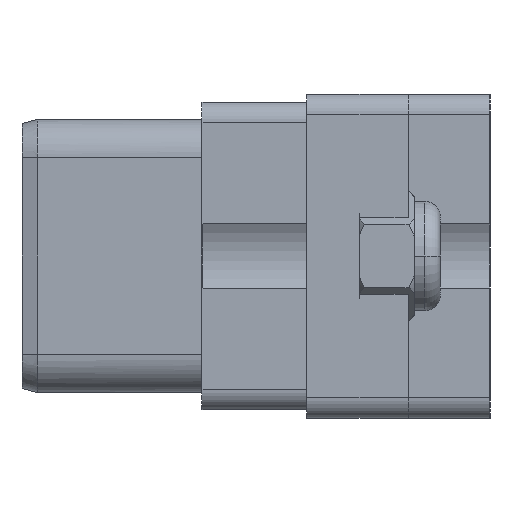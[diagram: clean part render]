
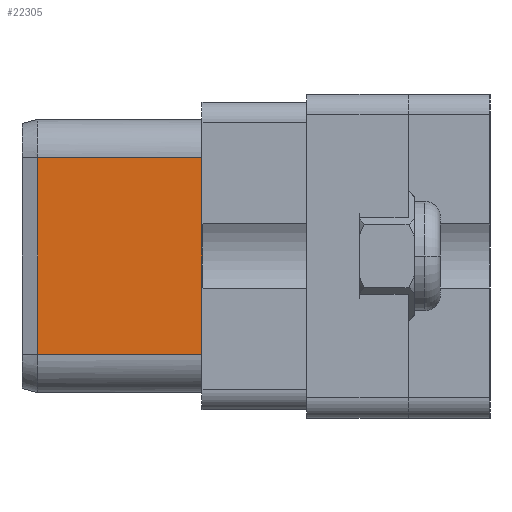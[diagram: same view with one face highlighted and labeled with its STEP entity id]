
A CAD part, left-side view. The second image highlights one B-rep face of the part: STEP entity #22305.
In plain terms, the highlighted planar face has unit normal (-1, 0.011, 0).
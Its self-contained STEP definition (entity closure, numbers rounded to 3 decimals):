
#6121=DIRECTION('',(0.,0.,1.));
#6122=VECTOR('',#6121,9.65);
#6123=CARTESIAN_POINT('',(-36.17,0.015,-4.825));
#6124=LINE('',#6123,#6122);
#6985=DIRECTION('',(-0.011,-1.,0.));
#6986=VECTOR('',#6985,8.075);
#6987=CARTESIAN_POINT('',(-36.079,8.09,4.825));
#6988=LINE('',#6987,#6986);
#7089=CARTESIAN_POINT('',(-36.17,0.015,4.825));
#7091=DIRECTION('',(0.,0.,1.));
#7092=VECTOR('',#7091,9.65);
#7093=CARTESIAN_POINT('',(-36.079,8.09,-4.825));
#7094=LINE('',#7093,#7092);
#7163=DIRECTION('',(-0.011,-1.,0.));
#7164=VECTOR('',#7163,8.075);
#7165=CARTESIAN_POINT('',(-36.079,8.09,-4.825));
#7166=LINE('',#7165,#7164);
#7199=CARTESIAN_POINT('',(-36.17,0.015,-4.825));
#11624=VERTEX_POINT('',#7199);
#11626=VERTEX_POINT('',#7089);
#11645=CARTESIAN_POINT('',(-36.079,8.09,-4.825));
#11646=VERTEX_POINT('',#11645);
#11647=CARTESIAN_POINT('',(-36.079,8.09,4.825));
#11648=VERTEX_POINT('',#11647);
#22292=CARTESIAN_POINT('',(-36.07,8.85,6.705));
#22293=DIRECTION('',(-1.,0.011,0.));
#22294=DIRECTION('',(-0.011,-1.,0.));
#22295=AXIS2_PLACEMENT_3D('',#22292,#22293,#22294);
#22296=PLANE('',#22295);
#22298=ORIENTED_EDGE('',*,*,#22297,.F.);
#22300=ORIENTED_EDGE('',*,*,#22299,.T.);
#22301=ORIENTED_EDGE('',*,*,#22283,.T.);
#22302=ORIENTED_EDGE('',*,*,#21731,.F.);
#22303=EDGE_LOOP('',(#22298,#22300,#22301,#22302));
#22304=FACE_OUTER_BOUND('',#22303,.F.);
#22305=ADVANCED_FACE('',(#22304),#22296,.T.);
#21731=EDGE_CURVE('',#11624,#11626,#6124,.T.);
#22283=EDGE_CURVE('',#11648,#11626,#6988,.T.);
#22297=EDGE_CURVE('',#11646,#11624,#7166,.T.);
#22299=EDGE_CURVE('',#11646,#11648,#7094,.T.);
